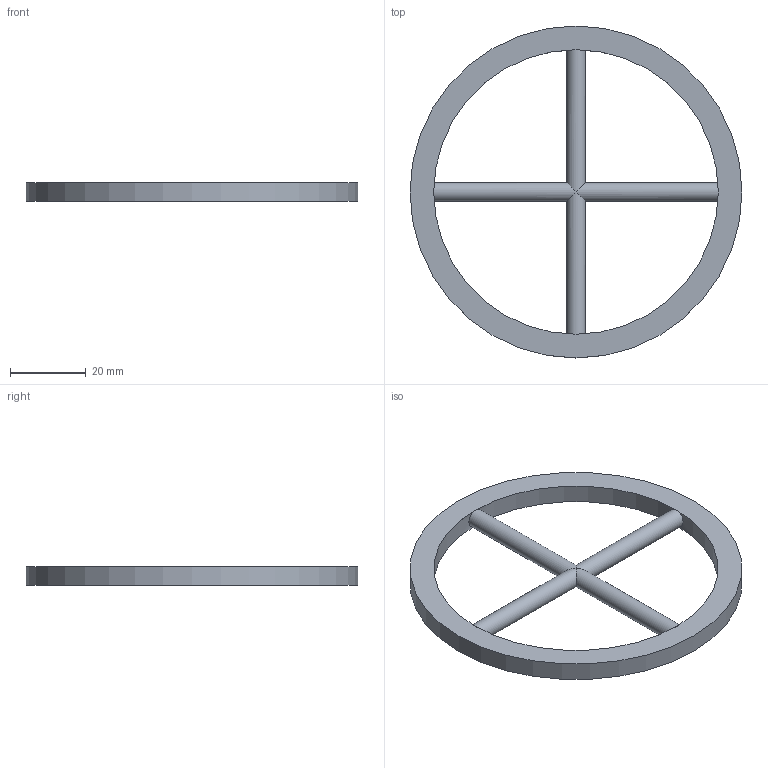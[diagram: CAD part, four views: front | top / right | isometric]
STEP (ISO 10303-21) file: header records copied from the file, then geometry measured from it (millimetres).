
FILE_DESCRIPTION(/* description */ (''),/* implementation_level */ '2;1');
FILE_NAME(/* name */ 'top holder v4.step',/* time_stamp */ '2020-12-01T17:26:59-05:00',/* author */ (''),/* organization */ (''),/* preprocessor_version */ 'ST-DEVELOPER v18.1',/* originating_system */ 'Autodesk Translation Framework v9.3.0.1241',/* authorisation */ '');
FILE_SCHEMA (('AUTOMOTIVE_DESIGN { 1 0 10303 214 3 1 1 }'));
Length unit declared in the file: millimetre
Products named in the file (1): top holder
Bounding box: 87.5 x 87.5 x 5 mm (x, y, z)
Volume: 10836.5 mm3; surface area: 7918.3 mm2
Topology: 1 solids, 1 shells, 11 faces, 34 edges, 19 vertices
Faces by surface type: cylinder 9, plane 2
Full cylindrical faces by diameter (mm): 5 x4, 87.5 x1
Entity records: 553 total; most frequent: CARTESIAN_POINT 209, ORIENTED_EDGE 68, DIRECTION 63, EDGE_CURVE 34, AXIS2_PLACEMENT_3D 29, VERTEX_POINT 19, EDGE_LOOP 13, B_SPLINE_CURVE_WITH_KNOTS 12
